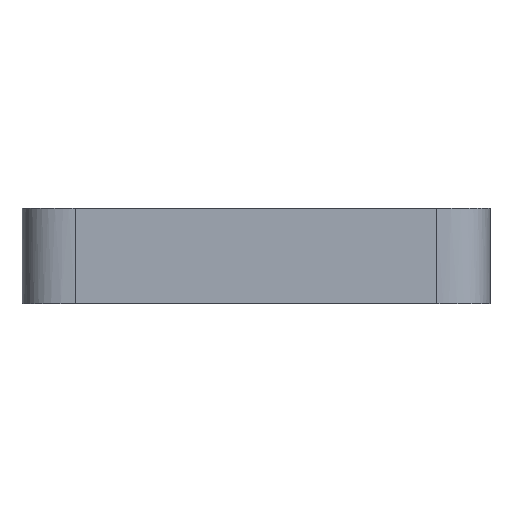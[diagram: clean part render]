
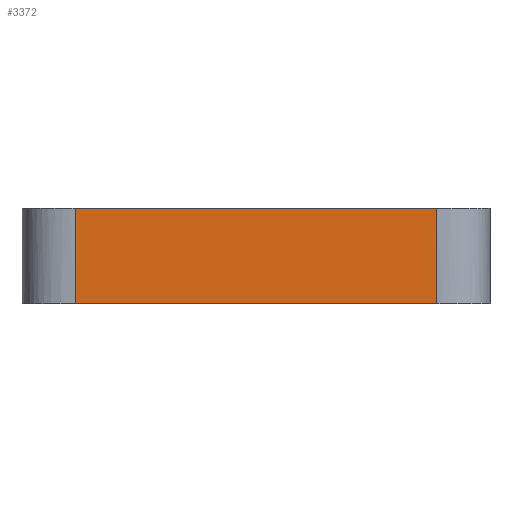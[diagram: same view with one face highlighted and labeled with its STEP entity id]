
A CAD part, front view. The second image highlights one B-rep face of the part: STEP entity #3372.
In plain terms, the highlighted planar face has unit normal (0, -1, 0).
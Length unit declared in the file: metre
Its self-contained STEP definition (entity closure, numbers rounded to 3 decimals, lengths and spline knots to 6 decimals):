
#118=B_SPLINE_CURVE_WITH_KNOTS('',3,(#5514,#5515,#5516,#5517),
 .UNSPECIFIED.,.F.,.F.,(4,4),(0.,1.),.UNSPECIFIED.);
#119=B_SPLINE_CURVE_WITH_KNOTS('',3,(#5518,#5519,#5520,#5521),
 .UNSPECIFIED.,.F.,.F.,(4,4),(0.,1.),.UNSPECIFIED.);
#533=ORIENTED_EDGE('',*,*,#1474,.T.);
#534=ORIENTED_EDGE('',*,*,#1274,.F.);
#535=ORIENTED_EDGE('',*,*,#1475,.T.);
#536=ORIENTED_EDGE('',*,*,#1451,.T.);
#1274=EDGE_CURVE('',#1772,#1773,#2091,.T.);
#1451=EDGE_CURVE('',#1927,#1926,#2215,.T.);
#1474=EDGE_CURVE('',#1926,#1773,#118,.T.);
#1475=EDGE_CURVE('',#1772,#1927,#119,.T.);
#1772=VERTEX_POINT('',#4822);
#1773=VERTEX_POINT('',#4824);
#1926=VERTEX_POINT('',#5273);
#1927=VERTEX_POINT('',#5275);
#2091=LINE('',#4823,#2436);
#2215=LINE('',#5274,#2560);
#2436=VECTOR('',#3895,1.);
#2560=VECTOR('',#4093,1.);
#2791=EDGE_LOOP('',(#533,#534,#535,#536));
#3023=FACE_BOUND('',#2791,.T.);
#3235=PLANE('',#3613);
#3372=ADVANCED_FACE('',(#3023),#3235,.T.);
#3613=AXIS2_PLACEMENT_3D('',#5513,#4111,#4112);
#3895=DIRECTION('',(1.,0.,0.));
#4093=DIRECTION('',(1.,0.,0.));
#4111=DIRECTION('',(0.,-1.,0.));
#4112=DIRECTION('',(0.,0.,1.));
#4822=CARTESIAN_POINT('',(-0.034,-0.044,0.));
#4823=CARTESIAN_POINT('',(0.,-0.044,0.));
#4824=CARTESIAN_POINT('',(0.034,-0.044,0.));
#5273=CARTESIAN_POINT('',(0.034,-0.044,-0.018));
#5274=CARTESIAN_POINT('',(0.,-0.044,-0.018));
#5275=CARTESIAN_POINT('',(-0.034,-0.044,-0.018));
#5513=CARTESIAN_POINT('',(0.,-0.044,-0.018));
#5514=CARTESIAN_POINT('',(0.034,-0.044,-0.018));
#5515=CARTESIAN_POINT('',(0.034,-0.044,-0.012));
#5516=CARTESIAN_POINT('',(0.034,-0.044,-0.006));
#5517=CARTESIAN_POINT('',(0.034,-0.044,0.));
#5518=CARTESIAN_POINT('',(-0.034,-0.044,0.));
#5519=CARTESIAN_POINT('',(-0.034,-0.044,-0.006));
#5520=CARTESIAN_POINT('',(-0.034,-0.044,-0.012));
#5521=CARTESIAN_POINT('',(-0.034,-0.044,-0.018));
